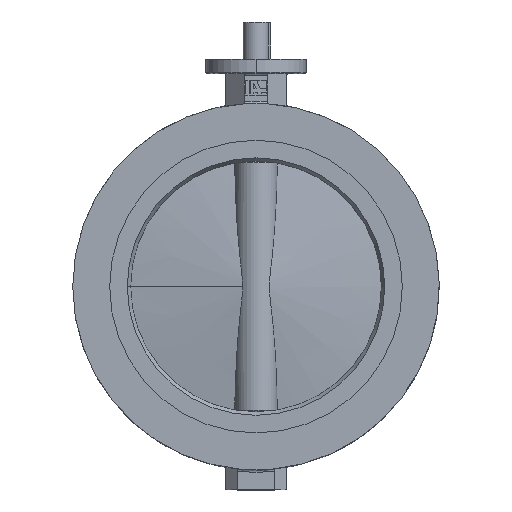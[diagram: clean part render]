
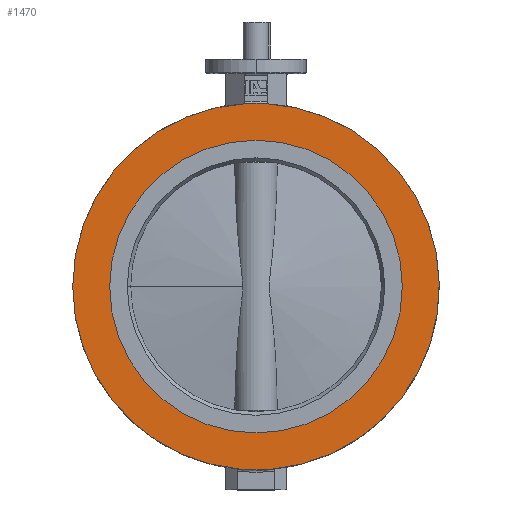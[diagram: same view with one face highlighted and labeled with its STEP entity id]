
A CAD part, top view. The second image highlights one B-rep face of the part: STEP entity #1470.
In plain terms, the highlighted planar face has unit normal (0, 0, 1).
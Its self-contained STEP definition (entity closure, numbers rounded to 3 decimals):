
#112 = CARTESIAN_POINT ( 'NONE',  ( 0., 0., 56.5 ) ) ;
#113 = DIRECTION ( 'NONE',  ( 0., 0., 1. ) ) ;
#114 = DIRECTION ( 'NONE',  ( 1., 0., 0. ) ) ;
#115 = CARTESIAN_POINT ( 'NONE',  ( 0., 0., 56.5 ) ) ;
#116 = DIRECTION ( 'NONE',  ( 0., 0., 1. ) ) ;
#117 = DIRECTION ( 'NONE',  ( 1., 0., 0. ) ) ;
#119 = CARTESIAN_POINT ( 'NONE',  ( 0., 0., 56.5 ) ) ;
#120 = DIRECTION ( 'NONE',  ( 0., 0., 1. ) ) ;
#121 = DIRECTION ( 'NONE',  ( 1., 0., 0. ) ) ;
#512 = CARTESIAN_POINT ( 'NONE',  ( -320., 0., 56.5 ) ) ;
#514 = CARTESIAN_POINT ( 'NONE',  ( -28.5, -318.728, 56.5 ) ) ;
#523 = CARTESIAN_POINT ( 'NONE',  ( -16.5, 319.574, 56.5 ) ) ;
#534 = CARTESIAN_POINT ( 'NONE',  ( -255.5, 0., 56.5 ) ) ;
#550 = CARTESIAN_POINT ( 'NONE',  ( 255.5, 0., 56.5 ) ) ;
#1251 = CARTESIAN_POINT ( 'NONE',  ( 28.5, -318.728, 56.5 ) ) ;
#1305 = CARTESIAN_POINT ( 'NONE',  ( 16.5, 319.574, 56.5 ) ) ;
#1470 = ADVANCED_FACE ( 'NONE', ( #3300, #3302 ), #2751, .T. ) ;
#1550 = ORIENTED_EDGE ( 'NONE', *, *, #2070, .T. ) ;
#1552 = ORIENTED_EDGE ( 'NONE', *, *, #1938, .T. ) ;
#1553 = ORIENTED_EDGE ( 'NONE', *, *, #1994, .T. ) ;
#1913 = EDGE_CURVE ( 'NONE', #4596, #4612, #3497, .T. ) ;
#1938 = EDGE_CURVE ( 'NONE', #4574, #4576, #3533, .T. ) ;
#1948 = EDGE_CURVE ( 'NONE', #4585, #4574, #3546, .T. ) ;
#1994 = EDGE_CURVE ( 'NONE', #4493, #4549, #3592, .T. ) ;
#2068 = EDGE_CURVE ( 'NONE', #4612, #4596, #3708, .T. ) ;
#2069 = EDGE_CURVE ( 'NONE', #4549, #4585, #3710, .T. ) ;
#2070 = EDGE_CURVE ( 'NONE', #4576, #4493, #3711, .T. ) ;
#2581 = ORIENTED_EDGE ( 'NONE', *, *, #1948, .T. ) ;
#2582 = ORIENTED_EDGE ( 'NONE', *, *, #1913, .F. ) ;
#2586 = ORIENTED_EDGE ( 'NONE', *, *, #2069, .T. ) ;
#2587 = ORIENTED_EDGE ( 'NONE', *, *, #2068, .F. ) ;
#2671 = DIRECTION ( 'NONE',  ( 1., 0., 0. ) ) ;
#2751 = PLANE ( 'NONE',  #3247 ) ;
#2773 = DIRECTION ( 'NONE',  ( 0., 0., 1. ) ) ;
#2777 = CARTESIAN_POINT ( 'NONE',  ( 0., 0., 56.5 ) ) ;
#3247 = AXIS2_PLACEMENT_3D ( 'NONE', #2777, #2773, #2671 ) ;
#3300 = FACE_BOUND ( 'NONE', #4730, .T. ) ;
#3302 = FACE_OUTER_BOUND ( 'NONE', #4679, .T. ) ;
#3497 = CIRCLE ( 'NONE', #3870, 255.5 ) ;
#3533 = CIRCLE ( 'NONE', #3884, 320. ) ;
#3546 = CIRCLE ( 'NONE', #3888, 320. ) ;
#3592 = CIRCLE ( 'NONE', #3894, 320. ) ;
#3708 = CIRCLE ( 'NONE', #3922, 255.5 ) ;
#3710 = CIRCLE ( 'NONE', #3923, 320. ) ;
#3711 = CIRCLE ( 'NONE', #3924, 320. ) ;
#3870 = AXIS2_PLACEMENT_3D ( 'NONE', #4127, #4128, #4129 ) ;
#3884 = AXIS2_PLACEMENT_3D ( 'NONE', #4192, #4193, #4194 ) ;
#3888 = AXIS2_PLACEMENT_3D ( 'NONE', #4221, #4222, #4223 ) ;
#3894 = AXIS2_PLACEMENT_3D ( 'NONE', #4419, #4420, #4421 ) ;
#3922 = AXIS2_PLACEMENT_3D ( 'NONE', #112, #113, #114 ) ;
#3923 = AXIS2_PLACEMENT_3D ( 'NONE', #115, #116, #117 ) ;
#3924 = AXIS2_PLACEMENT_3D ( 'NONE', #119, #120, #121 ) ;
#4127 = CARTESIAN_POINT ( 'NONE',  ( 0., 0., 56.5 ) ) ;
#4128 = DIRECTION ( 'NONE',  ( 0., 0., 1. ) ) ;
#4129 = DIRECTION ( 'NONE',  ( 1., 0., 0. ) ) ;
#4192 = CARTESIAN_POINT ( 'NONE',  ( 0., 0., 56.5 ) ) ;
#4193 = DIRECTION ( 'NONE',  ( 0., 0., 1. ) ) ;
#4194 = DIRECTION ( 'NONE',  ( 1., 0., 0. ) ) ;
#4221 = CARTESIAN_POINT ( 'NONE',  ( 0., 0., 56.5 ) ) ;
#4222 = DIRECTION ( 'NONE',  ( 0., 0., 1. ) ) ;
#4223 = DIRECTION ( 'NONE',  ( 1., 0., 0. ) ) ;
#4419 = CARTESIAN_POINT ( 'NONE',  ( 0., 0., 56.5 ) ) ;
#4420 = DIRECTION ( 'NONE',  ( 0., 0., 1. ) ) ;
#4421 = DIRECTION ( 'NONE',  ( 1., 0., 0. ) ) ;
#4493 = VERTEX_POINT ( 'NONE', #1251 ) ;
#4549 = VERTEX_POINT ( 'NONE', #1305 ) ;
#4574 = VERTEX_POINT ( 'NONE', #512 ) ;
#4576 = VERTEX_POINT ( 'NONE', #514 ) ;
#4585 = VERTEX_POINT ( 'NONE', #523 ) ;
#4596 = VERTEX_POINT ( 'NONE', #534 ) ;
#4612 = VERTEX_POINT ( 'NONE', #550 ) ;
#4679 = EDGE_LOOP ( 'NONE', ( #2586, #2581, #1552, #1550, #1553 ) ) ;
#4730 = EDGE_LOOP ( 'NONE', ( #2587, #2582 ) ) ;
